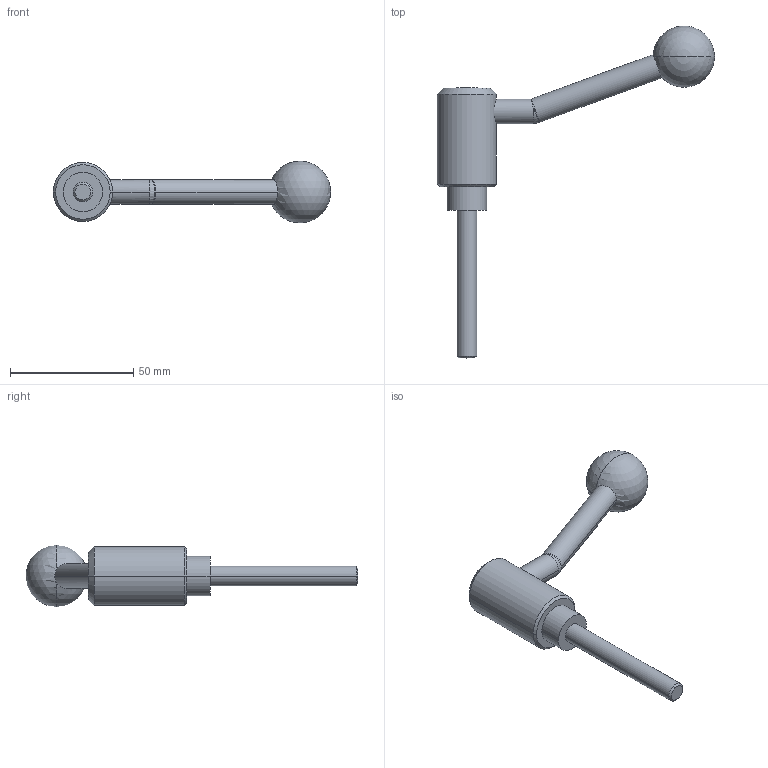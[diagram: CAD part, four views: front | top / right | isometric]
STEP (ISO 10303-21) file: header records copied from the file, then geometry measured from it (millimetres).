
FILE_DESCRIPTION( ( '' ), '1' );
FILE_NAME( 'K0112.1110X60.stp', '2012-11-01T14:35:55', ( '' ), ( '' ), ' ', ' ', ' ' );
FILE_SCHEMA( ( 'CONFIG_CONTROL_DESIGN' ) );
Length unit declared in the file: millimetre
Products named in the file (1): 1
Bounding box: 112.5 x 134.66 x 25 mm (x, y, z)
Volume: 36303.4 mm3; surface area: 9702.4 mm2
Topology: 1 solids, 1 shells, 28 faces, 76 edges, 40 vertices
Faces by surface type: cylinder 10, sphere 8, cone 6, plane 4
Entity records: 945 total; most frequent: CARTESIAN_POINT 238, DIRECTION 159, ORIENTED_EDGE 128, AXIS2_PLACEMENT_3D 71, EDGE_CURVE 64, CIRCLE 42, VERTEX_POINT 40, EDGE_LOOP 30
